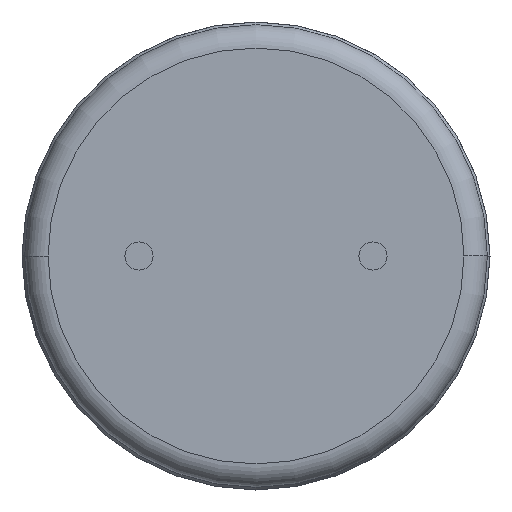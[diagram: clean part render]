
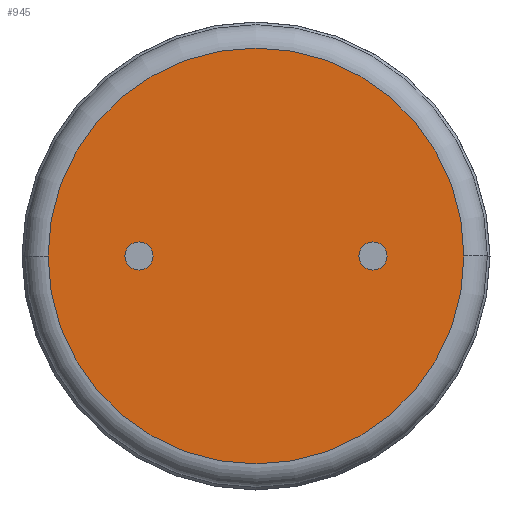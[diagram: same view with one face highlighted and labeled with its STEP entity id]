
A CAD part, front view. The second image highlights one B-rep face of the part: STEP entity #945.
In plain terms, the highlighted planar face has unit normal (0, -1, 0).
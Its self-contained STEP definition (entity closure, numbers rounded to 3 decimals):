
#48 = CARTESIAN_POINT ( 'NONE',  ( 2.5, 0., 0.3 ) ) ;
#110 = AXIS2_PLACEMENT_3D ( 'NONE', #492, #722, #462 ) ;
#118 = CIRCLE ( 'NONE', #1418, 4.443 ) ;
#165 = CARTESIAN_POINT ( 'NONE',  ( 4.443, 0., 0. ) ) ;
#190 = DIRECTION ( 'NONE',  ( 0., -1., 0. ) ) ;
#199 = CARTESIAN_POINT ( 'NONE',  ( -2.5, 0., 0. ) ) ;
#258 = EDGE_CURVE ( 'NONE', #1216, #1121, #118, .T. ) ;
#298 = AXIS2_PLACEMENT_3D ( 'NONE', #751, #1231, #544 ) ;
#328 = VERTEX_POINT ( 'NONE', #48 ) ;
#352 = DIRECTION ( 'NONE',  ( 0., -1., 0. ) ) ;
#362 = AXIS2_PLACEMENT_3D ( 'NONE', #1175, #352, #586 ) ;
#423 = ORIENTED_EDGE ( 'NONE', *, *, #258, .T. ) ;
#462 = DIRECTION ( 'NONE',  ( 1., 0., 0. ) ) ;
#463 = DIRECTION ( 'NONE',  ( 0., -1., 0. ) ) ;
#467 = ORIENTED_EDGE ( 'NONE', *, *, #1388, .F. ) ;
#489 = AXIS2_PLACEMENT_3D ( 'NONE', #199, #190, #1101 ) ;
#492 = CARTESIAN_POINT ( 'NONE',  ( 2.5, 0., 0. ) ) ;
#505 = CARTESIAN_POINT ( 'NONE',  ( 2.5, 0., -0.3 ) ) ;
#516 = PLANE ( 'NONE',  #298 ) ;
#527 = FACE_BOUND ( 'NONE', #567, .T. ) ;
#544 = DIRECTION ( 'NONE',  ( 1., 0., 0. ) ) ;
#565 = ORIENTED_EDGE ( 'NONE', *, *, #1414, .F. ) ;
#567 = EDGE_LOOP ( 'NONE', ( #904, #467 ) ) ;
#586 = DIRECTION ( 'NONE',  ( 1., 0., 0. ) ) ;
#595 = CIRCLE ( 'NONE', #941, 4.443 ) ;
#700 = DIRECTION ( 'NONE',  ( 1., 0., 0. ) ) ;
#722 = DIRECTION ( 'NONE',  ( 0., -1., 0. ) ) ;
#751 = CARTESIAN_POINT ( 'NONE',  ( 0., 0., 0. ) ) ;
#755 = CARTESIAN_POINT ( 'NONE',  ( -2.5, 0., 0.3 ) ) ;
#763 = DIRECTION ( 'NONE',  ( 0., -1., 0. ) ) ;
#767 = DIRECTION ( 'NONE',  ( 1., 0., 0. ) ) ;
#791 = DIRECTION ( 'NONE',  ( 0., -1., 0. ) ) ;
#860 = CARTESIAN_POINT ( 'NONE',  ( -2.5, 0., -0.3 ) ) ;
#868 = FACE_BOUND ( 'NONE', #1212, .T. ) ;
#904 = ORIENTED_EDGE ( 'NONE', *, *, #920, .F. ) ;
#920 = EDGE_CURVE ( 'NONE', #923, #1493, #1415, .T. ) ;
#923 = VERTEX_POINT ( 'NONE', #755 ) ;
#937 = EDGE_CURVE ( 'NONE', #1121, #1216, #595, .T. ) ;
#941 = AXIS2_PLACEMENT_3D ( 'NONE', #1125, #763, #975 ) ;
#945 = ADVANCED_FACE ( 'NONE', ( #527, #1120, #868 ), #516, .T. ) ;
#975 = DIRECTION ( 'NONE',  ( 1., 0., 0. ) ) ;
#989 = CIRCLE ( 'NONE', #362, 0.3 ) ;
#1041 = CARTESIAN_POINT ( 'NONE',  ( 2.5, 0., 0. ) ) ;
#1068 = CIRCLE ( 'NONE', #110, 0.3 ) ;
#1101 = DIRECTION ( 'NONE',  ( 1., 0., 0. ) ) ;
#1112 = EDGE_CURVE ( 'NONE', #328, #1265, #1356, .T. ) ;
#1120 = FACE_OUTER_BOUND ( 'NONE', #1226, .T. ) ;
#1121 = VERTEX_POINT ( 'NONE', #1301 ) ;
#1125 = CARTESIAN_POINT ( 'NONE',  ( 0., 0., 0. ) ) ;
#1175 = CARTESIAN_POINT ( 'NONE',  ( -2.5, 0., 0. ) ) ;
#1210 = AXIS2_PLACEMENT_3D ( 'NONE', #1041, #463, #700 ) ;
#1212 = EDGE_LOOP ( 'NONE', ( #1487, #565 ) ) ;
#1216 = VERTEX_POINT ( 'NONE', #165 ) ;
#1226 = EDGE_LOOP ( 'NONE', ( #1434, #423 ) ) ;
#1231 = DIRECTION ( 'NONE',  ( 0., -1., 0. ) ) ;
#1265 = VERTEX_POINT ( 'NONE', #505 ) ;
#1301 = CARTESIAN_POINT ( 'NONE',  ( -4.443, 0., 0. ) ) ;
#1356 = CIRCLE ( 'NONE', #1210, 0.3 ) ;
#1388 = EDGE_CURVE ( 'NONE', #1493, #923, #989, .T. ) ;
#1414 = EDGE_CURVE ( 'NONE', #1265, #328, #1068, .T. ) ;
#1415 = CIRCLE ( 'NONE', #489, 0.3 ) ;
#1418 = AXIS2_PLACEMENT_3D ( 'NONE', #1470, #791, #767 ) ;
#1434 = ORIENTED_EDGE ( 'NONE', *, *, #937, .T. ) ;
#1470 = CARTESIAN_POINT ( 'NONE',  ( 0., 0., 0. ) ) ;
#1487 = ORIENTED_EDGE ( 'NONE', *, *, #1112, .F. ) ;
#1493 = VERTEX_POINT ( 'NONE', #860 ) ;
